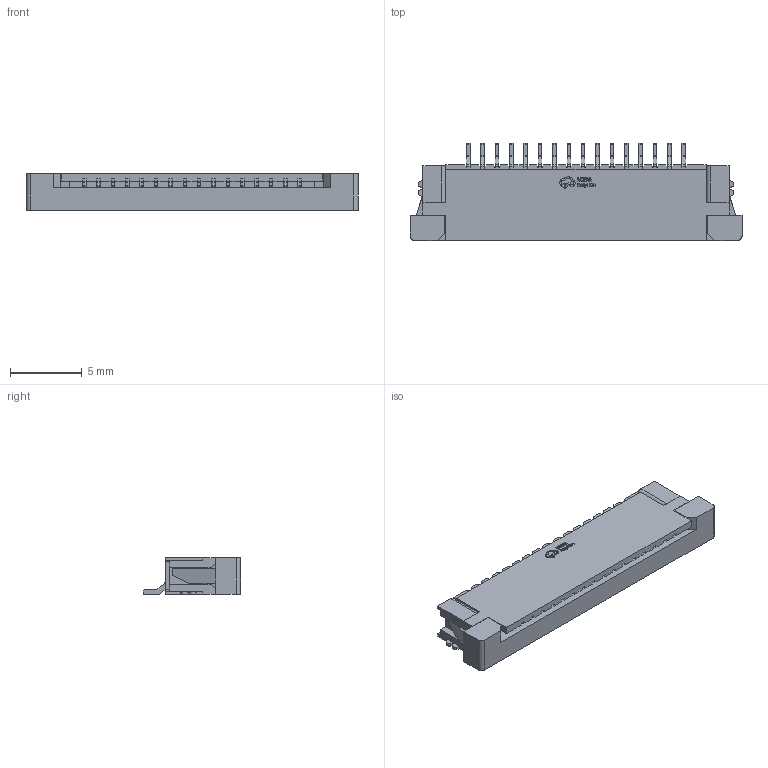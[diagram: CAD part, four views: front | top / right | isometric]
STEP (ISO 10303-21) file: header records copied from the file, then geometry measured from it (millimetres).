
FILE_DESCRIPTION (( 'STEP AP214' ), '1' );
FILE_NAME ('FPC-SMD_16P-P1.00_CT10252-16R-00-D.STEP', '2023-09-24T14:42:45', ( '' ), ( '' ), 'SwSTEP 2.0', 'SolidWorks 2020', '' );
FILE_SCHEMA (( 'AUTOMOTIVE_DESIGN' ));
Length unit declared in the file: millimetre
Products named in the file (1): FPC-SMD_16P-P1.00_CT10252-16R-00-D
Bounding box: 23.1 x 6.75 x 2.58 mm (x, y, z)
Volume: 211.7 mm3; surface area: 849.3 mm2
Topology: 4 solids, 4 shells, 1040 faces, 2889 edges, 1926 vertices
Faces by surface type: plane 764, cylinder 178, bspline 98
Entity records: 45022 total; most frequent: CARTESIAN_POINT 7162, ORIENTED_EDGE 5778, DIRECTION 4931, EDGE_CURVE 2889, LINE 2333, VECTOR 2333, VERTEX_POINT 1926, AXIS2_PLACEMENT_3D 1299
